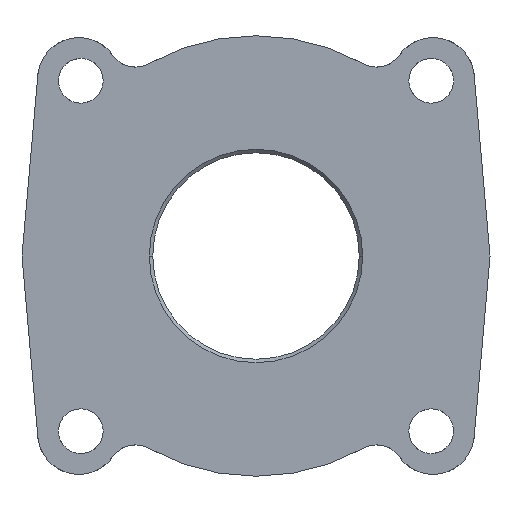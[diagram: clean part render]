
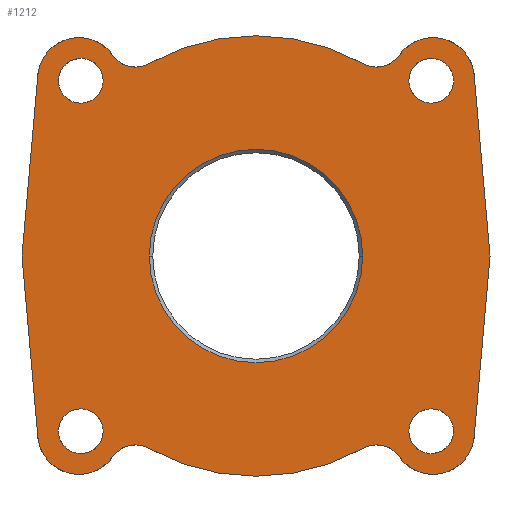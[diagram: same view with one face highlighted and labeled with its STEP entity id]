
A CAD part, left-side view. The second image highlights one B-rep face of the part: STEP entity #1212.
In plain terms, the highlighted planar face has unit normal (-1, 0, 0).
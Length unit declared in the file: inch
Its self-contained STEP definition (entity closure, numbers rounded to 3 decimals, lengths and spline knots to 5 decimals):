
#6=CARTESIAN_POINT('',(0.19012,1.60789,-1.60789));
#7=DIRECTION('',(1.,0.,0.));
#8=DIRECTION('',(0.,-0.82,-0.572));
#9=AXIS2_PLACEMENT_3D('',#6,#7,#8);
#11=CARTESIAN_POINT('',(0.19012,1.60789,1.60789));
#12=DIRECTION('',(1.,0.,0.));
#13=DIRECTION('',(0.,0.996,0.087));
#14=AXIS2_PLACEMENT_3D('',#11,#12,#13);
#16=CARTESIAN_POINT('',(0.19012,1.09526,1.96543));
#17=DIRECTION('',(1.,0.,0.));
#18=DIRECTION('',(0.,-0.487,-0.874));
#19=AXIS2_PLACEMENT_3D('',#16,#17,#18);
#21=CARTESIAN_POINT('',(0.19012,0.,0.));
#22=DIRECTION('',(1.,0.,0.));
#23=DIRECTION('',(0.,0.487,0.874));
#24=AXIS2_PLACEMENT_3D('',#21,#22,#23);
#26=CARTESIAN_POINT('',(0.19012,-1.09526,1.96543));
#27=DIRECTION('',(1.,0.,0.));
#28=DIRECTION('',(0.,-0.82,-0.572));
#29=AXIS2_PLACEMENT_3D('',#26,#27,#28);
#31=CARTESIAN_POINT('',(0.19012,-1.60789,1.60789));
#32=DIRECTION('',(1.,0.,0.));
#33=DIRECTION('',(0.,0.82,0.572));
#34=AXIS2_PLACEMENT_3D('',#31,#32,#33);
#36=CARTESIAN_POINT('',(0.19012,-1.60789,-1.60789));
#37=DIRECTION('',(1.,0.,0.));
#38=DIRECTION('',(0.,-0.996,-0.087));
#39=AXIS2_PLACEMENT_3D('',#36,#37,#38);
#41=CARTESIAN_POINT('',(0.19012,-1.09526,-1.96543));
#42=DIRECTION('',(1.,0.,0.));
#43=DIRECTION('',(0.,0.487,0.874));
#44=AXIS2_PLACEMENT_3D('',#41,#42,#43);
#46=CARTESIAN_POINT('',(0.19012,0.,0.));
#47=DIRECTION('',(1.,0.,0.));
#48=DIRECTION('',(0.,-0.487,-0.874));
#49=AXIS2_PLACEMENT_3D('',#46,#47,#48);
#51=CARTESIAN_POINT('',(0.19012,1.09526,-1.96543));
#52=DIRECTION('',(1.,0.,0.));
#53=DIRECTION('',(0.,0.82,0.572));
#54=AXIS2_PLACEMENT_3D('',#51,#52,#53);
#56=CARTESIAN_POINT('',(0.19012,1.59099,1.59099));
#57=DIRECTION('',(-1.,0.,0.));
#58=DIRECTION('',(0.,0.,1.));
#59=AXIS2_PLACEMENT_3D('',#56,#57,#58);
#61=CARTESIAN_POINT('',(0.19012,1.59099,1.59099));
#62=DIRECTION('',(-1.,0.,0.));
#63=DIRECTION('',(0.,0.,-1.));
#64=AXIS2_PLACEMENT_3D('',#61,#62,#63);
#66=CARTESIAN_POINT('',(0.19012,-1.59099,1.59099));
#67=DIRECTION('',(-1.,0.,0.));
#68=DIRECTION('',(0.,0.,1.));
#69=AXIS2_PLACEMENT_3D('',#66,#67,#68);
#71=CARTESIAN_POINT('',(0.19012,-1.59099,1.59099));
#72=DIRECTION('',(-1.,0.,0.));
#73=DIRECTION('',(0.,0.,-1.));
#74=AXIS2_PLACEMENT_3D('',#71,#72,#73);
#76=CARTESIAN_POINT('',(0.19012,-1.59099,-1.59099));
#77=DIRECTION('',(-1.,0.,0.));
#78=DIRECTION('',(0.,0.,1.));
#79=AXIS2_PLACEMENT_3D('',#76,#77,#78);
#81=CARTESIAN_POINT('',(0.19012,-1.59099,-1.59099));
#82=DIRECTION('',(-1.,0.,0.));
#83=DIRECTION('',(0.,0.,-1.));
#84=AXIS2_PLACEMENT_3D('',#81,#82,#83);
#86=CARTESIAN_POINT('',(0.19012,1.59099,-1.59099));
#87=DIRECTION('',(-1.,0.,0.));
#88=DIRECTION('',(0.,0.,1.));
#89=AXIS2_PLACEMENT_3D('',#86,#87,#88);
#91=CARTESIAN_POINT('',(0.19012,1.59099,-1.59099));
#92=DIRECTION('',(-1.,0.,0.));
#93=DIRECTION('',(0.,0.,-1.));
#94=AXIS2_PLACEMENT_3D('',#91,#92,#93);
#96=DIRECTION('',(0.,0.087,0.996));
#97=VECTOR('',#96,1.64685);
#98=CARTESIAN_POINT('',(0.19012,1.98147,-1.64058));
#99=LINE('',#98,#97);
#264=DIRECTION('',(0.,-0.087,0.996));
#265=VECTOR('',#264,1.64685);
#266=CARTESIAN_POINT('',(0.19012,2.125,0.));
#267=LINE('',#266,#265);
#511=CARTESIAN_POINT('',(0.19012,0.,0.));
#512=DIRECTION('',(-1.,0.,0.));
#513=DIRECTION('',(0.,1.,0.));
#514=AXIS2_PLACEMENT_3D('',#511,#512,#513);
#529=CARTESIAN_POINT('',(0.19012,0.,0.));
#530=DIRECTION('',(-1.,0.,0.));
#531=DIRECTION('',(0.,-1.,0.));
#532=AXIS2_PLACEMENT_3D('',#529,#530,#531);
#722=DIRECTION('',(0.,0.087,-0.996));
#723=VECTOR('',#722,1.64685);
#724=CARTESIAN_POINT('',(0.19012,-2.125,0.));
#725=LINE('',#724,#723);
#730=DIRECTION('',(0.,-0.087,-0.996));
#731=VECTOR('',#730,1.64685);
#732=CARTESIAN_POINT('',(0.19012,-1.98147,1.64058));
#733=LINE('',#732,#731);
#1052=CARTESIAN_POINT('',(0.19012,1.30031,
-1.82241));
#1053=CARTESIAN_POINT('',(0.19012,1.98147,
-1.64058));
#1054=VERTEX_POINT('',#1052);
#1055=VERTEX_POINT('',#1053);
#1056=CARTESIAN_POINT('',(0.19012,2.125,0.));
#1057=VERTEX_POINT('',#1056);
#1058=CARTESIAN_POINT('',(0.19012,1.98147,1.64058));
#1059=VERTEX_POINT('',#1058);
#1060=CARTESIAN_POINT('',(0.19012,1.30031,1.82241));
#1061=VERTEX_POINT('',#1060);
#1062=CARTESIAN_POINT('',(0.19012,0.97356,
1.74705));
#1063=VERTEX_POINT('',#1062);
#1064=CARTESIAN_POINT('',(0.19012,-0.97356,
1.74705));
#1065=VERTEX_POINT('',#1064);
#1066=CARTESIAN_POINT('',(0.19012,-1.30031,
1.82241));
#1067=VERTEX_POINT('',#1066);
#1068=CARTESIAN_POINT('',(0.19012,-1.98147,
1.64058));
#1069=VERTEX_POINT('',#1068);
#1070=CARTESIAN_POINT('',(0.19012,-2.125,0.));
#1071=VERTEX_POINT('',#1070);
#1072=CARTESIAN_POINT('',(0.19012,-1.98147,
-1.64058));
#1073=VERTEX_POINT('',#1072);
#1074=CARTESIAN_POINT('',(0.19012,-1.30031,
-1.82241));
#1075=VERTEX_POINT('',#1074);
#1076=CARTESIAN_POINT('',(0.19012,-0.97356,
-1.74705));
#1077=VERTEX_POINT('',#1076);
#1078=CARTESIAN_POINT('',(0.19012,0.97356,
-1.74705));
#1079=VERTEX_POINT('',#1078);
#1084=CARTESIAN_POINT('',(0.19012,-0.96875,0.));
#1085=CARTESIAN_POINT('',(0.19012,0.96875,0.));
#1086=VERTEX_POINT('',#1084);
#1087=VERTEX_POINT('',#1085);
#1116=CARTESIAN_POINT('',(0.19012,1.59099,1.79412));
#1117=CARTESIAN_POINT('',(0.19012,1.59099,1.38787));
#1118=VERTEX_POINT('',#1116);
#1119=VERTEX_POINT('',#1117);
#1120=CARTESIAN_POINT('',(0.19012,-1.59099,
1.79412));
#1121=CARTESIAN_POINT('',(0.19012,-1.59099,
1.38787));
#1122=VERTEX_POINT('',#1120);
#1123=VERTEX_POINT('',#1121);
#1124=CARTESIAN_POINT('',(0.19012,-1.59099,
-1.38787));
#1125=CARTESIAN_POINT('',(0.19012,-1.59099,
-1.79412));
#1126=VERTEX_POINT('',#1124);
#1127=VERTEX_POINT('',#1125);
#1128=CARTESIAN_POINT('',(0.19012,1.59099,
-1.38787));
#1129=CARTESIAN_POINT('',(0.19012,1.59099,
-1.79412));
#1130=VERTEX_POINT('',#1128);
#1131=VERTEX_POINT('',#1129);
#1148=CARTESIAN_POINT('',(0.19012,0.,0.));
#1149=DIRECTION('',(-1.,0.,0.));
#1150=DIRECTION('',(0.,1.,0.));
#1151=AXIS2_PLACEMENT_3D('',#1148,#1149,#1150);
#1152=PLANE('',#1151);
#1153=ORIENTED_EDGE('',*,*,#1137,.T.);
#1155=ORIENTED_EDGE('',*,*,#1154,.T.);
#1157=ORIENTED_EDGE('',*,*,#1156,.T.);
#1159=ORIENTED_EDGE('',*,*,#1158,.T.);
#1161=ORIENTED_EDGE('',*,*,#1160,.F.);
#1163=ORIENTED_EDGE('',*,*,#1162,.T.);
#1165=ORIENTED_EDGE('',*,*,#1164,.F.);
#1167=ORIENTED_EDGE('',*,*,#1166,.T.);
#1169=ORIENTED_EDGE('',*,*,#1168,.T.);
#1171=ORIENTED_EDGE('',*,*,#1170,.T.);
#1173=ORIENTED_EDGE('',*,*,#1172,.T.);
#1175=ORIENTED_EDGE('',*,*,#1174,.F.);
#1177=ORIENTED_EDGE('',*,*,#1176,.T.);
#1179=ORIENTED_EDGE('',*,*,#1178,.F.);
#1180=EDGE_LOOP('',(#1153,#1155,#1157,#1159,#1161,#1163,#1165,#1167,#1169,#1171,
#1173,#1175,#1177,#1179));
#1181=FACE_OUTER_BOUND('',#1180,.F.);
#1183=ORIENTED_EDGE('',*,*,#1182,.T.);
#1185=ORIENTED_EDGE('',*,*,#1184,.T.);
#1186=EDGE_LOOP('',(#1183,#1185));
#1187=FACE_BOUND('',#1186,.F.);
#1189=ORIENTED_EDGE('',*,*,#1188,.T.);
#1191=ORIENTED_EDGE('',*,*,#1190,.T.);
#1192=EDGE_LOOP('',(#1189,#1191));
#1193=FACE_BOUND('',#1192,.F.);
#1195=ORIENTED_EDGE('',*,*,#1194,.T.);
#1197=ORIENTED_EDGE('',*,*,#1196,.T.);
#1198=EDGE_LOOP('',(#1195,#1197));
#1199=FACE_BOUND('',#1198,.F.);
#1201=ORIENTED_EDGE('',*,*,#1200,.T.);
#1203=ORIENTED_EDGE('',*,*,#1202,.T.);
#1204=EDGE_LOOP('',(#1201,#1203));
#1205=FACE_BOUND('',#1204,.F.);
#1207=ORIENTED_EDGE('',*,*,#1206,.T.);
#1209=ORIENTED_EDGE('',*,*,#1208,.T.);
#1210=EDGE_LOOP('',(#1207,#1209));
#1211=FACE_BOUND('',#1210,.F.);
#1212=ADVANCED_FACE('',(#1181,#1187,#1193,#1199,#1205,#1211),#1152,.T.);
#10=CIRCLE('',#9,0.375);
#15=CIRCLE('',#14,0.375);
#20=CIRCLE('',#19,0.25);
#25=CIRCLE('',#24,2.);
#30=CIRCLE('',#29,0.25);
#35=CIRCLE('',#34,0.375);
#40=CIRCLE('',#39,0.375);
#45=CIRCLE('',#44,0.25);
#50=CIRCLE('',#49,2.);
#55=CIRCLE('',#54,0.25);
#60=CIRCLE('',#59,0.20313);
#65=CIRCLE('',#64,0.20313);
#70=CIRCLE('',#69,0.20313);
#75=CIRCLE('',#74,0.20313);
#80=CIRCLE('',#79,0.20313);
#85=CIRCLE('',#84,0.20313);
#90=CIRCLE('',#89,0.20313);
#95=CIRCLE('',#94,0.20313);
#515=CIRCLE('',#514,0.96875);
#533=CIRCLE('',#532,0.96875);
#1137=EDGE_CURVE('',#1054,#1055,#10,.T.);
#1154=EDGE_CURVE('',#1055,#1057,#99,.T.);
#1156=EDGE_CURVE('',#1057,#1059,#267,.T.);
#1158=EDGE_CURVE('',#1059,#1061,#15,.T.);
#1160=EDGE_CURVE('',#1063,#1061,#20,.T.);
#1162=EDGE_CURVE('',#1063,#1065,#25,.T.);
#1164=EDGE_CURVE('',#1067,#1065,#30,.T.);
#1166=EDGE_CURVE('',#1067,#1069,#35,.T.);
#1168=EDGE_CURVE('',#1069,#1071,#733,.T.);
#1170=EDGE_CURVE('',#1071,#1073,#725,.T.);
#1172=EDGE_CURVE('',#1073,#1075,#40,.T.);
#1174=EDGE_CURVE('',#1077,#1075,#45,.T.);
#1176=EDGE_CURVE('',#1077,#1079,#50,.T.);
#1178=EDGE_CURVE('',#1054,#1079,#55,.T.);
#1182=EDGE_CURVE('',#1087,#1086,#515,.T.);
#1184=EDGE_CURVE('',#1086,#1087,#533,.T.);
#1188=EDGE_CURVE('',#1118,#1119,#60,.T.);
#1190=EDGE_CURVE('',#1119,#1118,#65,.T.);
#1194=EDGE_CURVE('',#1122,#1123,#70,.T.);
#1196=EDGE_CURVE('',#1123,#1122,#75,.T.);
#1200=EDGE_CURVE('',#1126,#1127,#80,.T.);
#1202=EDGE_CURVE('',#1127,#1126,#85,.T.);
#1206=EDGE_CURVE('',#1130,#1131,#90,.T.);
#1208=EDGE_CURVE('',#1131,#1130,#95,.T.);
